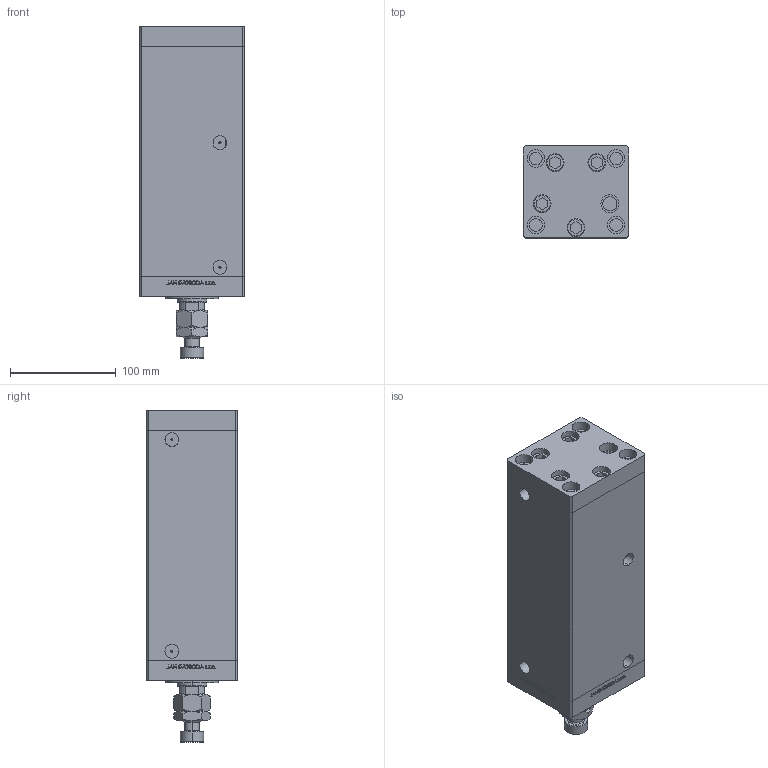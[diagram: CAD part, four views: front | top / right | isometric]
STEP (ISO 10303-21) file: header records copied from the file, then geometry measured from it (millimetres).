
FILE_DESCRIPTION (( 'STEP AP203' ), '1' );
FILE_NAME ('6ab8.STEP', '2022-04-14T22:09:08', ( '' ), ( '' ), 'SwSTEP 2.0', 'SolidWorks 2019', '' );
FILE_SCHEMA (( 'CONFIG_CONTROL_DESIGN' ));
Length unit declared in the file: millimetre
Products named in the file (7): MFA 01f7c9ca5e07f5dcc4f8a9c93889033d; V220C_C MIDDLE 01f7c9ca5e07f5dcc4f8a9c93889033d; 6ab8; V220C BACK_C 01f7c9ca5e07f5dcc4f8a9c93889033d; V220C_VC_C 01f7c9ca5e07f5dcc4f8a9c93889033d; ALLEN BOLT 01f7c9ca5e07f5dcc4f8a9c93889033d; V220C FRONT 01f7c9ca5e07f5dcc4f8a9c93889033d
Assembly tree (14 placements, depth 2):
  6ab8
    ALLEN BOLT 01f7c9ca5e07f5dcc4f8a9c93889033d  x9
    V220C_C MIDDLE 01f7c9ca5e07f5dcc4f8a9c93889033d
    V220C FRONT 01f7c9ca5e07f5dcc4f8a9c93889033d
    V220C_VC_C 01f7c9ca5e07f5dcc4f8a9c93889033d
    V220C BACK_C 01f7c9ca5e07f5dcc4f8a9c93889033d
    MFA 01f7c9ca5e07f5dcc4f8a9c93889033d
Bounding box: 100 x 87 x 314.5 mm (x, y, z)
Volume: 1844485.8 mm3; surface area: 285062.4 mm2
Topology: 14 solids, 14 shells, 1238 faces, 3072 edges, 2004 vertices
Faces by surface type: plane 564, bspline 380, cylinder 180, cone 70, torus 44
Entity records: 51785 total; most frequent: CARTESIAN_POINT 27436, ORIENTED_EDGE 5404, DIRECTION 3625, EDGE_CURVE 2702, VERTEX_POINT 1780, VECTOR 1509, LINE 1509, EDGE_LOOP 1244
